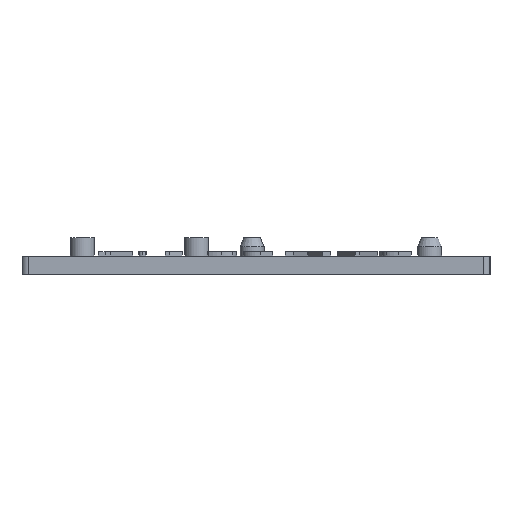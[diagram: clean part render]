
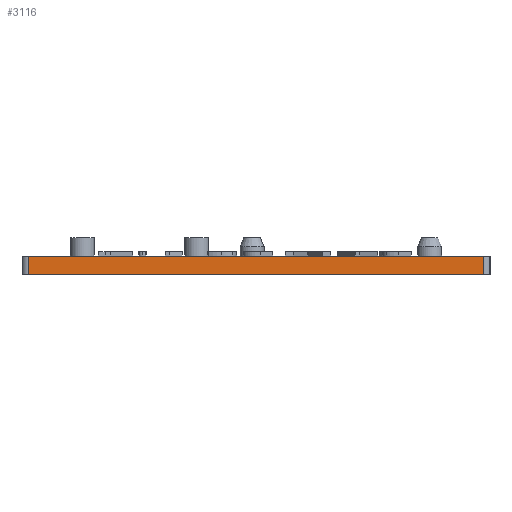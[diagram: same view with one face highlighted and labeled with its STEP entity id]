
A CAD part, left-side view. The second image highlights one B-rep face of the part: STEP entity #3116.
In plain terms, the highlighted planar face has unit normal (-1, 0, 0).
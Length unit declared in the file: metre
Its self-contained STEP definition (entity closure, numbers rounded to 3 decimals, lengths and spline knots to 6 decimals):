
#422=ORIENTED_EDGE('',*,*,#1279,.F.);
#423=ORIENTED_EDGE('',*,*,#1310,.T.);
#424=ORIENTED_EDGE('',*,*,#1296,.T.);
#425=ORIENTED_EDGE('',*,*,#1311,.T.);
#1279=EDGE_CURVE('',#1726,#1727,#1984,.T.);
#1296=EDGE_CURVE('',#1744,#1743,#1989,.T.);
#1310=EDGE_CURVE('',#1726,#1744,#1992,.T.);
#1311=EDGE_CURVE('',#1743,#1727,#1993,.F.);
#1726=VERTEX_POINT('',#4487);
#1727=VERTEX_POINT('',#4489);
#1743=VERTEX_POINT('',#4522);
#1744=VERTEX_POINT('',#4524);
#1984=LINE('',#4488,#2261);
#1989=LINE('',#4523,#2266);
#1992=LINE('',#4554,#2269);
#1993=LINE('',#4555,#2270);
#2261=VECTOR('',#3596,1.);
#2266=VECTOR('',#3627,1.);
#2269=VECTOR('',#3664,1.);
#2270=VECTOR('',#3665,1.);
#2526=EDGE_LOOP('',(#422,#423,#424,#425));
#2791=FACE_BOUND('',#2526,.T.);
#3013=PLANE('',#3354);
#3116=ADVANCED_FACE('',(#2791),#3013,.F.);
#3354=AXIS2_PLACEMENT_3D('',#4553,#3662,#3663);
#3596=DIRECTION('',(0.,-1.,0.));
#3627=DIRECTION('',(0.,-1.,0.));
#3662=DIRECTION('',(1.,0.,0.));
#3663=DIRECTION('',(0.,0.,-1.));
#3664=DIRECTION('',(0.,0.,-1.));
#3665=DIRECTION('',(0.,0.,-1.));
#4487=CARTESIAN_POINT('',(-0.048867,0.06181,0.005));
#4488=CARTESIAN_POINT('',(-0.048867,0.,0.005));
#4489=CARTESIAN_POINT('',(-0.048867,-0.06181,0.005));
#4522=CARTESIAN_POINT('',(-0.048867,-0.06181,0.));
#4523=CARTESIAN_POINT('',(-0.048867,0.,0.));
#4524=CARTESIAN_POINT('',(-0.048867,0.06181,0.));
#4553=CARTESIAN_POINT('',(-0.048867,0.,0.005));
#4554=CARTESIAN_POINT('',(-0.048867,0.06181,0.));
#4555=CARTESIAN_POINT('',(-0.048867,-0.06181,0.005));
